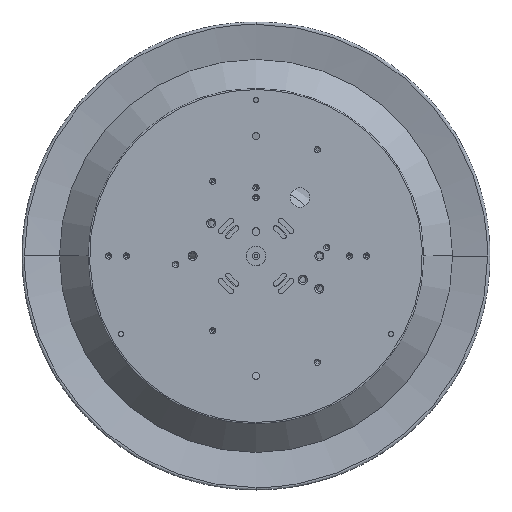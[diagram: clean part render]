
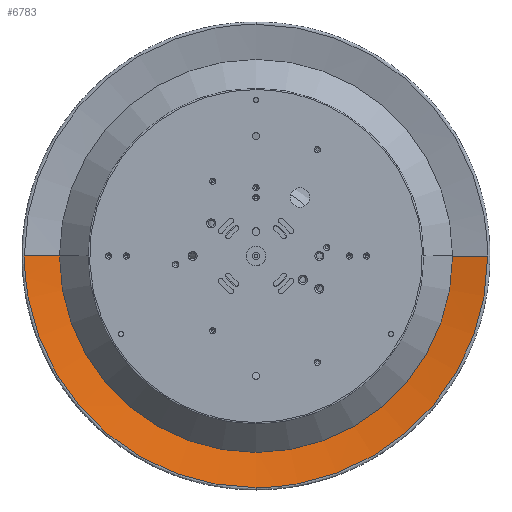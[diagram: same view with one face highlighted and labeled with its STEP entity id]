
A CAD part, front view. The second image highlights one B-rep face of the part: STEP entity #6783.
In plain terms, the highlighted conical face has half-angle 78.125 degrees and reference radius 200 mm.
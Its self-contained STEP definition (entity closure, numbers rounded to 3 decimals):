
#63 = ORIENTED_EDGE ( 'NONE', *, *, #174, .F. ) ;
#174 = EDGE_CURVE ( 'NONE', #7698, #7037, #8324, .T. ) ;
#546 = EDGE_CURVE ( 'NONE', #1104, #2593, #3247, .T. ) ;
#577 = DIRECTION ( 'NONE',  ( 0., 0., -1. ) ) ;
#714 = CIRCLE ( 'NONE', #5370, 200. ) ;
#1104 = VERTEX_POINT ( 'NONE', #2669 ) ;
#1239 = DIRECTION ( 'NONE',  ( -0.979, -0.206, 0. ) ) ;
#1420 = AXIS2_PLACEMENT_3D ( 'NONE', #5408, #4905, #5023 ) ;
#1886 = CARTESIAN_POINT ( 'NONE',  ( 31.1, 40.592, -236.057 ) ) ;
#2537 = CARTESIAN_POINT ( 'NONE',  ( 200., 48.496, 0. ) ) ;
#2552 = CARTESIAN_POINT ( 'NONE',  ( 61.602, 40.592, -229.99 ) ) ;
#2557 = ORIENTED_EDGE ( 'NONE', *, *, #546, .T. ) ;
#2559 = DIRECTION ( 'NONE',  ( 0.979, -0.206, 0. ) ) ;
#2593 = VERTEX_POINT ( 'NONE', #6406 ) ;
#2669 = CARTESIAN_POINT ( 'NONE',  ( -200., 48.496, 0. ) ) ;
#2885 = CARTESIAN_POINT ( 'NONE',  ( -237.588, 40.592, 0. ) ) ;
#2886 = CARTESIAN_POINT ( 'NONE',  ( -237.588, 40.592, -15.55 ) ) ;
#2893 = CARTESIAN_POINT ( 'NONE',  ( -236.057, 40.592, -31.1 ) ) ;
#2920 = CARTESIAN_POINT ( 'NONE',  ( -229.99, 40.592, -61.602 ) ) ;
#2925 = CARTESIAN_POINT ( 'NONE',  ( -225.454, 40.592, -76.555 ) ) ;
#2949 = CARTESIAN_POINT ( 'NONE',  ( 236.057, 40.592, -31.1 ) ) ;
#2950 = CARTESIAN_POINT ( 'NONE',  ( -213.553, 40.592, -105.287 ) ) ;
#2964 = CARTESIAN_POINT ( 'NONE',  ( -206.186, 40.592, -119.068 ) ) ;
#2975 = CARTESIAN_POINT ( 'NONE',  ( -188.909, 40.592, -144.926 ) ) ;
#3047 = CARTESIAN_POINT ( 'NONE',  ( -178.996, 40.592, -157.005 ) ) ;
#3048 = CARTESIAN_POINT ( 'NONE',  ( -157.005, 40.592, -178.996 ) ) ;
#3065 = CARTESIAN_POINT ( 'NONE',  ( -144.926, 40.592, -188.909 ) ) ;
#3078 = CARTESIAN_POINT ( 'NONE',  ( -119.068, 40.592, -206.186 ) ) ;
#3111 = CARTESIAN_POINT ( 'NONE',  ( -105.287, 40.592, -213.553 ) ) ;
#3154 = CARTESIAN_POINT ( 'NONE',  ( -76.555, 40.592, -225.454 ) ) ;
#3183 = CARTESIAN_POINT ( 'NONE',  ( -61.602, 40.592, -229.99 ) ) ;
#3228 = CARTESIAN_POINT ( 'NONE',  ( -31.1, 40.592, -236.057 ) ) ;
#3247 = LINE ( 'NONE', #5477, #7806 ) ;
#3331 = LINE ( 'NONE', #2537, #8726 ) ;
#3461 = CARTESIAN_POINT ( 'NONE',  ( -15.55, 40.592, -237.588 ) ) ;
#3614 = B_SPLINE_CURVE_WITH_KNOTS ( 'NONE', 3,
 ( #3688, #3461, #3228, #3183, #3154, #3111, #3078, #3065, #3048, #3047, #2975, #2964, #2950, #2925, #2920, #2893, #2886, #2885 ),
 .UNSPECIFIED., .F., .F.,
 ( 4, 2, 2, 2, 2, 2, 2, 2, 4 ),
 ( 0., 0.063, 0.125, 0.188, 0.25, 0.313, 0.375, 0.438, 0.5 ),
 .UNSPECIFIED. ) ;
#3688 = CARTESIAN_POINT ( 'NONE',  ( 0., 40.592, -237.588 ) ) ;
#3889 = EDGE_LOOP ( 'NONE', ( #5483, #2557, #7598, #63, #4436 ) ) ;
#4436 = ORIENTED_EDGE ( 'NONE', *, *, #4623, .F. ) ;
#4496 = DIRECTION ( 'NONE',  ( 0., 1., 0. ) ) ;
#4608 = CARTESIAN_POINT ( 'NONE',  ( 206.186, 40.592, -119.068 ) ) ;
#4623 = EDGE_CURVE ( 'NONE', #6020, #7698, #3331, .T. ) ;
#4894 = EDGE_CURVE ( 'NONE', #6020, #1104, #714, .T. ) ;
#4905 = DIRECTION ( 'NONE',  ( 0., -1., 0. ) ) ;
#5023 = DIRECTION ( 'NONE',  ( 1., 0., 0. ) ) ;
#5292 = CONICAL_SURFACE ( 'NONE', #1420, 200., 1.364 ) ;
#5370 = AXIS2_PLACEMENT_3D ( 'NONE', #7294, #4496, #577 ) ;
#5408 = CARTESIAN_POINT ( 'NONE',  ( 0., 48.496, 0. ) ) ;
#5477 = CARTESIAN_POINT ( 'NONE',  ( -200., 48.496, 0. ) ) ;
#5483 = ORIENTED_EDGE ( 'NONE', *, *, #4894, .T. ) ;
#5609 = CARTESIAN_POINT ( 'NONE',  ( 213.553, 40.592, -105.287 ) ) ;
#5778 = CARTESIAN_POINT ( 'NONE',  ( 157.005, 40.592, -178.996 ) ) ;
#6020 = VERTEX_POINT ( 'NONE', #6478 ) ;
#6219 = CARTESIAN_POINT ( 'NONE',  ( 0., 40.592, -237.588 ) ) ;
#6406 = CARTESIAN_POINT ( 'NONE',  ( -237.588, 40.592, 0. ) ) ;
#6478 = CARTESIAN_POINT ( 'NONE',  ( 200., 48.496, 0. ) ) ;
#6640 = CARTESIAN_POINT ( 'NONE',  ( 229.99, 40.592, -61.602 ) ) ;
#6783 = ADVANCED_FACE ( 'NONE', ( #8867 ), #5292, .F. ) ;
#6877 = CARTESIAN_POINT ( 'NONE',  ( 188.909, 40.592, -144.926 ) ) ;
#6894 = CARTESIAN_POINT ( 'NONE',  ( 178.996, 40.592, -157.005 ) ) ;
#7037 = VERTEX_POINT ( 'NONE', #6219 ) ;
#7113 = CARTESIAN_POINT ( 'NONE',  ( 144.926, 40.592, -188.909 ) ) ;
#7131 = CARTESIAN_POINT ( 'NONE',  ( 119.068, 40.592, -206.186 ) ) ;
#7134 = CARTESIAN_POINT ( 'NONE',  ( 76.555, 40.592, -225.454 ) ) ;
#7162 = CARTESIAN_POINT ( 'NONE',  ( 225.454, 40.592, -76.555 ) ) ;
#7294 = CARTESIAN_POINT ( 'NONE',  ( 0., 48.496, 0. ) ) ;
#7598 = ORIENTED_EDGE ( 'NONE', *, *, #8580, .F. ) ;
#7698 = VERTEX_POINT ( 'NONE', #8401 ) ;
#7806 = VECTOR ( 'NONE', #1239, 1000. ) ;
#7850 = CARTESIAN_POINT ( 'NONE',  ( 237.588, 40.592, 0. ) ) ;
#8096 = CARTESIAN_POINT ( 'NONE',  ( 237.588, 40.592, -15.55 ) ) ;
#8176 = CARTESIAN_POINT ( 'NONE',  ( 105.287, 40.592, -213.553 ) ) ;
#8324 = B_SPLINE_CURVE_WITH_KNOTS ( 'NONE', 3,
 ( #7850, #8096, #2949, #6640, #7162, #5609, #4608, #6877, #6894, #5778, #7113, #7131, #8176, #7134, #2552, #1886, #8430, #9835 ),
 .UNSPECIFIED., .F., .F.,
 ( 4, 2, 2, 2, 2, 2, 2, 2, 4 ),
 ( 0.5, 0.562, 0.625, 0.688, 0.75, 0.812, 0.875, 0.938, 1. ),
 .UNSPECIFIED. ) ;
#8401 = CARTESIAN_POINT ( 'NONE',  ( 237.588, 40.592, 0. ) ) ;
#8430 = CARTESIAN_POINT ( 'NONE',  ( 15.55, 40.592, -237.588 ) ) ;
#8580 = EDGE_CURVE ( 'NONE', #7037, #2593, #3614, .T. ) ;
#8726 = VECTOR ( 'NONE', #2559, 1000. ) ;
#8867 = FACE_OUTER_BOUND ( 'NONE', #3889, .T. ) ;
#9835 = CARTESIAN_POINT ( 'NONE',  ( 0., 40.592, -237.588 ) ) ;
